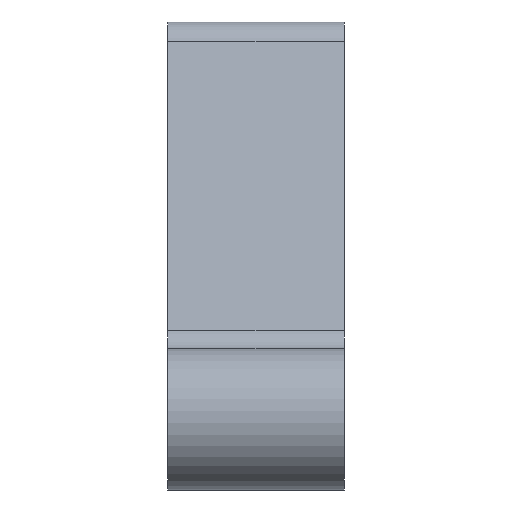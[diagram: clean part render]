
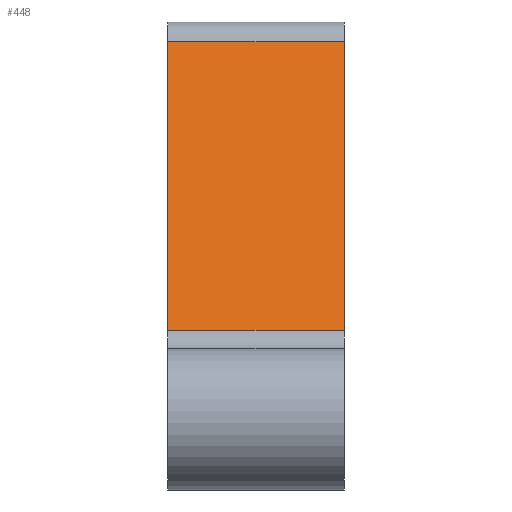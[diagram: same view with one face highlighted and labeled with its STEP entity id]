
A CAD part, left-side view. The second image highlights one B-rep face of the part: STEP entity #448.
In plain terms, the highlighted face is planar.
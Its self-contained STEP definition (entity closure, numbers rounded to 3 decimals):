
#31=PLANE('',#504);
#59=LINE('',#711,#103);
#60=LINE('',#716,#104);
#71=LINE('',#751,#115);
#72=LINE('',#752,#116);
#103=VECTOR('',#578,1000.);
#104=VECTOR('',#583,1000.);
#115=VECTOR('',#616,1000.);
#116=VECTOR('',#617,1000.);
#188=ORIENTED_EDGE('',*,*,#301,.T.);
#189=ORIENTED_EDGE('',*,*,#282,.F.);
#190=ORIENTED_EDGE('',*,*,#302,.T.);
#191=ORIENTED_EDGE('',*,*,#284,.T.);
#282=EDGE_CURVE('',#336,#333,#59,.T.);
#284=EDGE_CURVE('',#339,#337,#60,.T.);
#301=EDGE_CURVE('',#337,#333,#71,.T.);
#302=EDGE_CURVE('',#336,#339,#72,.T.);
#333=VERTEX_POINT('',#705);
#336=VERTEX_POINT('',#710);
#337=VERTEX_POINT('',#714);
#339=VERTEX_POINT('',#717);
#389=EDGE_LOOP('',(#188,#189,#190,#191));
#415=FACE_BOUND('',#389,.T.);
#448=ADVANCED_FACE('',(#415),#31,.T.);
#504=AXIS2_PLACEMENT_3D('',#750,#614,#615);
#578=DIRECTION('',(1.,0.,0.));
#583=DIRECTION('',(1.,0.,0.));
#614=DIRECTION('',(0.,0.259,-0.966));
#615=DIRECTION('',(0.,0.966,0.259));
#616=DIRECTION('',(0.,-0.966,-0.259));
#617=DIRECTION('',(0.,0.966,0.259));
#705=CARTESIAN_POINT('',(1.,1.811,1.286));
#710=CARTESIAN_POINT('',(-1.,1.811,1.286));
#711=CARTESIAN_POINT('',(-1.04,1.811,1.286));
#714=CARTESIAN_POINT('',(1.,5.078,2.161));
#716=CARTESIAN_POINT('',(-1.04,5.078,2.161));
#717=CARTESIAN_POINT('',(-1.,5.078,2.161));
#750=CARTESIAN_POINT('',(-1.04,1.746,1.269));
#751=CARTESIAN_POINT('',(1.,1.746,1.269));
#752=CARTESIAN_POINT('',(-1.,0.729,0.996));
